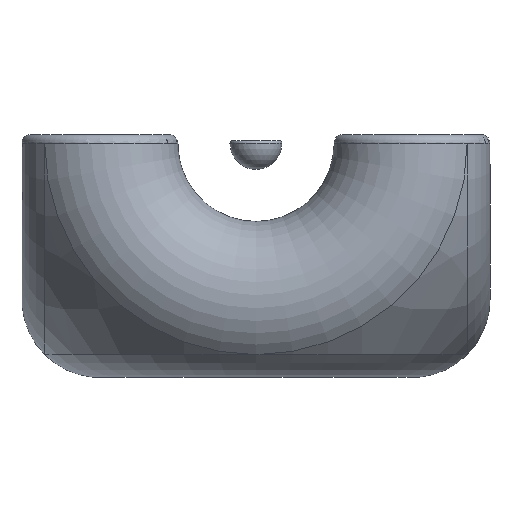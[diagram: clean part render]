
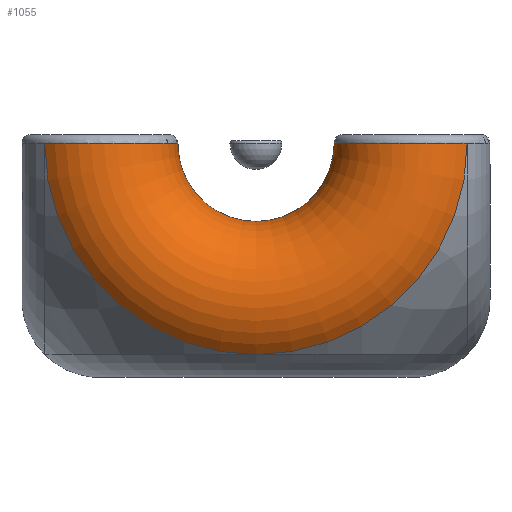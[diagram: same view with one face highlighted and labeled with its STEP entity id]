
A CAD part, front view. The second image highlights one B-rep face of the part: STEP entity #1055.
In plain terms, the highlighted toroidal (fillet/blend) face has major radius 243 mm and minor radius 121.5 mm.
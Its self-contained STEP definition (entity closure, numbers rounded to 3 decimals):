
#29 = CARTESIAN_POINT ( 'NONE',  ( -328.913, -328.913, 0. ) ) ;
#47 = TOROIDAL_SURFACE ( 'NONE', #2617, 243., 121.5 ) ;
#277 = DIRECTION ( 'NONE',  ( 0., 1., 0. ) ) ;
#289 = VERTEX_POINT ( 'NONE', #2321 ) ;
#514 = CIRCLE ( 'NONE', #3068, 328.913 ) ;
#654 = CIRCLE ( 'NONE', #3212, 121.5 ) ;
#682 = DIRECTION ( 'NONE',  ( 0., 1., 0. ) ) ;
#841 = DIRECTION ( 'NONE',  ( 0., 1., 0. ) ) ;
#862 = ORIENTED_EDGE ( 'NONE', *, *, #2198, .F. ) ;
#931 = DIRECTION ( 'NONE',  ( 0., 0., -1. ) ) ;
#936 = EDGE_CURVE ( 'NONE', #1240, #289, #1456, .T. ) ;
#957 = ORIENTED_EDGE ( 'NONE', *, *, #1908, .F. ) ;
#979 = CARTESIAN_POINT ( 'NONE',  ( -243., -243., 0. ) ) ;
#1055 = ADVANCED_FACE ( 'NONE', ( #3008 ), #47, .T. ) ;
#1074 = ORIENTED_EDGE ( 'NONE', *, *, #936, .T. ) ;
#1104 = EDGE_CURVE ( 'NONE', #1945, #289, #654, .T. ) ;
#1113 = EDGE_LOOP ( 'NONE', ( #1458, #1074, #2305, #862, #1917, #957 ) ) ;
#1240 = VERTEX_POINT ( 'NONE', #1476 ) ;
#1250 = AXIS2_PLACEMENT_3D ( 'NONE', #1409, #2809, #4215 ) ;
#1305 = CARTESIAN_POINT ( 'NONE',  ( 0., -328.913, 0. ) ) ;
#1409 = CARTESIAN_POINT ( 'NONE',  ( 243., -243., 0. ) ) ;
#1421 = VERTEX_POINT ( 'NONE', #1977 ) ;
#1456 = CIRCLE ( 'NONE', #4085, 157.087 ) ;
#1458 = ORIENTED_EDGE ( 'NONE', *, *, #3794, .T. ) ;
#1476 = CARTESIAN_POINT ( 'NONE',  ( 0., -157.087, -157.087 ) ) ;
#1635 = CIRCLE ( 'NONE', #4209, 328.913 ) ;
#1674 = DIRECTION ( 'NONE',  ( 0., 0., -1. ) ) ;
#1714 = CIRCLE ( 'NONE', #4291, 157.087 ) ;
#1908 = EDGE_CURVE ( 'NONE', #1421, #4426, #3230, .T. ) ;
#1917 = ORIENTED_EDGE ( 'NONE', *, *, #3003, .F. ) ;
#1945 = VERTEX_POINT ( 'NONE', #29 ) ;
#1952 = CARTESIAN_POINT ( 'NONE',  ( 328.913, -328.913, 0. ) ) ;
#1977 = CARTESIAN_POINT ( 'NONE',  ( 157.087, -157.087, 0. ) ) ;
#2082 = DIRECTION ( 'NONE',  ( 0., 0., -1. ) ) ;
#2198 = EDGE_CURVE ( 'NONE', #3204, #1945, #514, .T. ) ;
#2246 = DIRECTION ( 'NONE',  ( 0., 0., -1. ) ) ;
#2305 = ORIENTED_EDGE ( 'NONE', *, *, #1104, .F. ) ;
#2321 = CARTESIAN_POINT ( 'NONE',  ( -157.087, -157.087, 0. ) ) ;
#2382 = DIRECTION ( 'NONE',  ( 0., 0., 1. ) ) ;
#2617 = AXIS2_PLACEMENT_3D ( 'NONE', #2676, #4081, #931 ) ;
#2676 = CARTESIAN_POINT ( 'NONE',  ( 0., -243., 0. ) ) ;
#2709 = DIRECTION ( 'NONE',  ( 0., 1., 0. ) ) ;
#2809 = DIRECTION ( 'NONE',  ( 0., 0., 1. ) ) ;
#2861 = CARTESIAN_POINT ( 'NONE',  ( 0., -328.913, -328.913 ) ) ;
#3003 = EDGE_CURVE ( 'NONE', #4426, #3204, #1635, .T. ) ;
#3008 = FACE_OUTER_BOUND ( 'NONE', #1113, .T. ) ;
#3068 = AXIS2_PLACEMENT_3D ( 'NONE', #3417, #277, #1674 ) ;
#3204 = VERTEX_POINT ( 'NONE', #2861 ) ;
#3212 = AXIS2_PLACEMENT_3D ( 'NONE', #979, #2382, #3775 ) ;
#3230 = CIRCLE ( 'NONE', #1250, 121.5 ) ;
#3417 = CARTESIAN_POINT ( 'NONE',  ( 0., -328.913, 0. ) ) ;
#3775 = DIRECTION ( 'NONE',  ( 0., 1., 0. ) ) ;
#3794 = EDGE_CURVE ( 'NONE', #1421, #1240, #1714, .T. ) ;
#3820 = CARTESIAN_POINT ( 'NONE',  ( 0., -157.087, 0. ) ) ;
#3993 = CARTESIAN_POINT ( 'NONE',  ( 0., -157.087, 0. ) ) ;
#4081 = DIRECTION ( 'NONE',  ( 0., -1., 0. ) ) ;
#4085 = AXIS2_PLACEMENT_3D ( 'NONE', #3993, #841, #2246 ) ;
#4111 = DIRECTION ( 'NONE',  ( 0., 0., -1. ) ) ;
#4209 = AXIS2_PLACEMENT_3D ( 'NONE', #1305, #2709, #4111 ) ;
#4215 = DIRECTION ( 'NONE',  ( 0., 1., 0. ) ) ;
#4291 = AXIS2_PLACEMENT_3D ( 'NONE', #3820, #682, #2082 ) ;
#4426 = VERTEX_POINT ( 'NONE', #1952 ) ;
